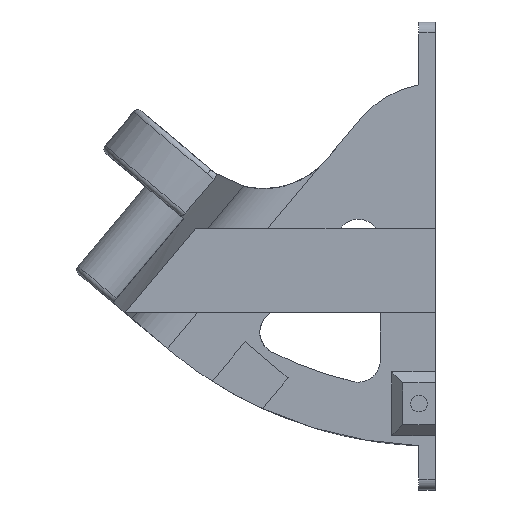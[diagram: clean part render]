
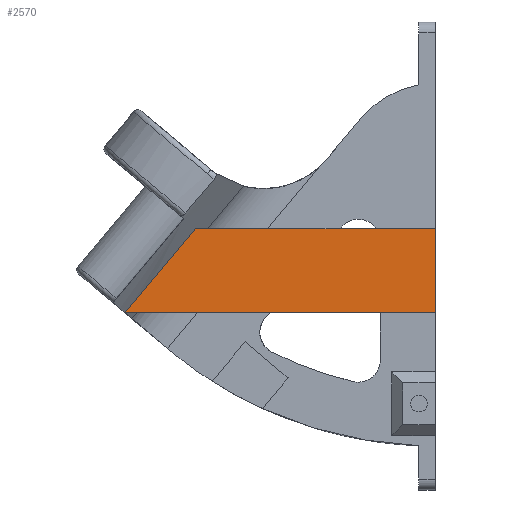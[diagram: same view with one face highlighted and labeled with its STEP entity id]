
A CAD part, left-side view. The second image highlights one B-rep face of the part: STEP entity #2570.
In plain terms, the highlighted planar face has unit normal (-1, 0, 0).
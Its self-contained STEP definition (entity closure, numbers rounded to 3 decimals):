
#103 = CARTESIAN_POINT ( 'NONE',  ( 0., 0., 15.321 ) ) ;
#146 = FACE_OUTER_BOUND ( 'NONE', #2992, .T. ) ;
#156 = VERTEX_POINT ( 'NONE', #103 ) ;
#259 = EDGE_CURVE ( 'NONE', #156, #2285, #3029, .T. ) ;
#444 = CARTESIAN_POINT ( 'NONE',  ( 0., 0., 0. ) ) ;
#446 = CARTESIAN_POINT ( 'NONE',  ( 0., 0., 0. ) ) ;
#485 = DIRECTION ( 'NONE',  ( 0., -0.643, 0.766 ) ) ;
#591 = VECTOR ( 'NONE', #2124, 1000. ) ;
#742 = DIRECTION ( 'NONE',  ( 0., -1., 0. ) ) ;
#920 = DIRECTION ( 'NONE',  ( -1., 0., 0. ) ) ;
#1037 = DIRECTION ( 'NONE',  ( 0., 1., 0. ) ) ;
#1039 = ORIENTED_EDGE ( 'NONE', *, *, #2938, .F. ) ;
#1131 = VECTOR ( 'NONE', #485, 1000. ) ;
#1293 = CARTESIAN_POINT ( 'NONE',  ( 0., 0., 0. ) ) ;
#1569 = CARTESIAN_POINT ( 'NONE',  ( 0., 0., 0. ) ) ;
#1702 = EDGE_CURVE ( 'NONE', #3167, #156, #2157, .T. ) ;
#1713 = CARTESIAN_POINT ( 'NONE',  ( 0., 43.572, 15.321 ) ) ;
#1795 = DIRECTION ( 'NONE',  ( 0., 0., 1. ) ) ;
#1925 = LINE ( 'NONE', #2455, #1131 ) ;
#2093 = PLANE ( 'NONE',  #2258 ) ;
#2124 = DIRECTION ( 'NONE',  ( 0., 0., -1. ) ) ;
#2157 = LINE ( 'NONE', #3283, #2959 ) ;
#2258 = AXIS2_PLACEMENT_3D ( 'NONE', #1293, #920, #1795 ) ;
#2285 = VERTEX_POINT ( 'NONE', #1569 ) ;
#2369 = ORIENTED_EDGE ( 'NONE', *, *, #259, .F. ) ;
#2444 = ORIENTED_EDGE ( 'NONE', *, *, #2709, .F. ) ;
#2455 = CARTESIAN_POINT ( 'NONE',  ( 0., 43.572, 15.321 ) ) ;
#2493 = VECTOR ( 'NONE', #1037, 1000. ) ;
#2570 = ADVANCED_FACE ( 'NONE', ( #146 ), #2093, .T. ) ;
#2574 = ORIENTED_EDGE ( 'NONE', *, *, #1702, .F. ) ;
#2709 = EDGE_CURVE ( 'NONE', #2285, #3219, #3569, .T. ) ;
#2731 = CARTESIAN_POINT ( 'NONE',  ( 0., 56.428, 0. ) ) ;
#2938 = EDGE_CURVE ( 'NONE', #3219, #3167, #1925, .T. ) ;
#2959 = VECTOR ( 'NONE', #742, 1000. ) ;
#2992 = EDGE_LOOP ( 'NONE', ( #2369, #2574, #1039, #2444 ) ) ;
#3029 = LINE ( 'NONE', #444, #591 ) ;
#3167 = VERTEX_POINT ( 'NONE', #1713 ) ;
#3219 = VERTEX_POINT ( 'NONE', #2731 ) ;
#3283 = CARTESIAN_POINT ( 'NONE',  ( 0., 0., 15.321 ) ) ;
#3569 = LINE ( 'NONE', #446, #2493 ) ;
